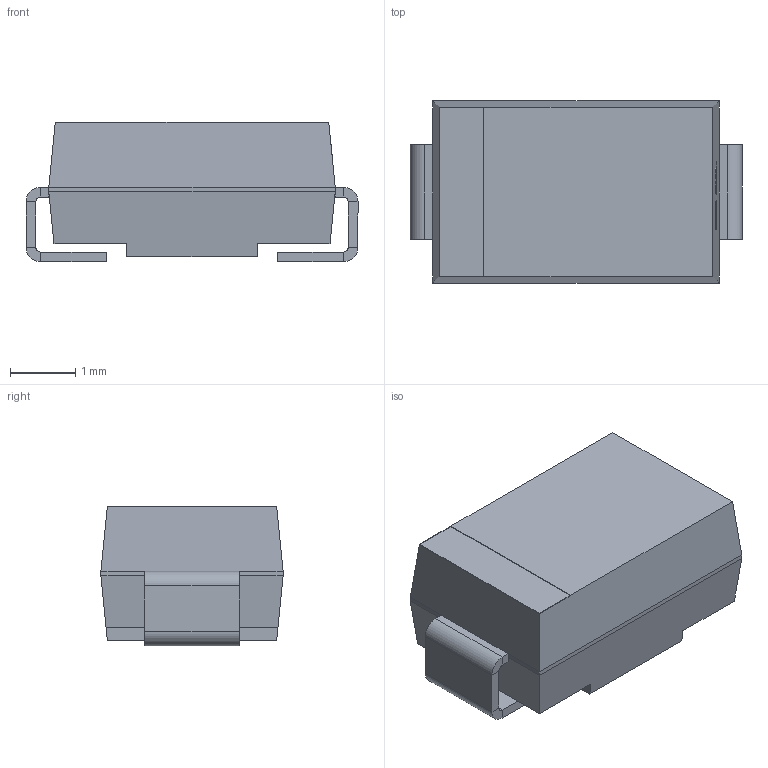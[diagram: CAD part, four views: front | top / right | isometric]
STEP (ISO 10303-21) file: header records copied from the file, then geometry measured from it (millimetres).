
FILE_DESCRIPTION (( 'STEP AP214' ), '1' );
FILE_NAME ('SMA_L4.4-W2.8-LS5.1-RD.step', '2022-07-15T04:47:33', ( '' ), ( '' ), 'SwSTEP 2.0', 'SolidWorks 2020', '' );
FILE_SCHEMA (( 'AUTOMOTIVE_DESIGN' ));
Length unit declared in the file: millimetre
Products named in the file (1): SMA_L4.4-W2.8-LS5.1-RD
Bounding box: 5.1 x 2.8 x 2.15 mm (x, y, z)
Volume: 23.9 mm3; surface area: 65.8 mm2
Topology: 14 solids, 14 shells, 376 faces, 971 edges, 630 vertices
Faces by surface type: plane 256, bspline 112, cylinder 8
Entity records: 15236 total; most frequent: CARTESIAN_POINT 3728, ORIENTED_EDGE 1942, DIRECTION 1245, EDGE_CURVE 971, VECTOR 683, LINE 683, VERTEX_POINT 630, EDGE_LOOP 395
